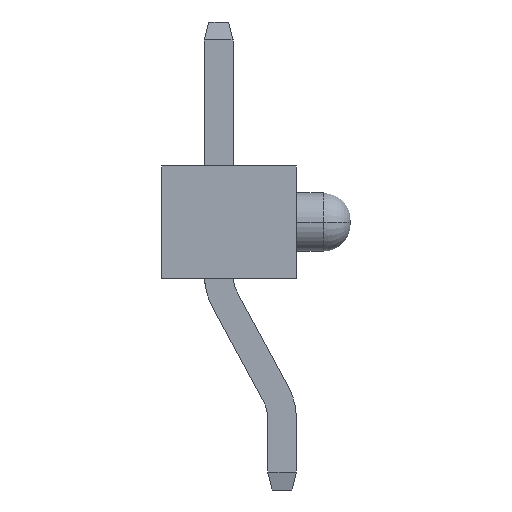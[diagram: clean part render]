
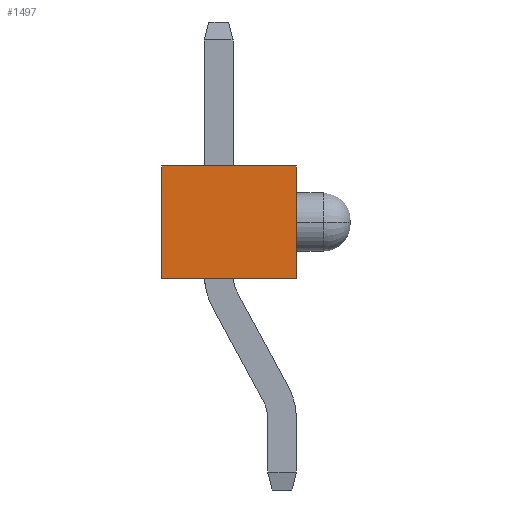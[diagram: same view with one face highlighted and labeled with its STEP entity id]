
A CAD part, left-side view. The second image highlights one B-rep face of the part: STEP entity #1497.
In plain terms, the highlighted face is planar.
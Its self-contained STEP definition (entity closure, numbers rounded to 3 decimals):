
#171 = VERTEX_POINT ( 'NONE', #849 ) ;
#177 = VERTEX_POINT ( 'NONE', #828 ) ;
#629 = EDGE_CURVE ( 'NONE', #177, #171, #1748, .T. ) ;
#828 = CARTESIAN_POINT ( 'NONE',  ( -1.73, -0.5, -25.4 ) ) ;
#849 = CARTESIAN_POINT ( 'NONE',  ( 0.77, -0.5, -25.4 ) ) ;
#873 = CARTESIAN_POINT ( 'NONE',  ( -1.73, -0.5, -25.4 ) ) ;
#874 = DIRECTION ( 'NONE',  ( 1., 0., 0. ) ) ;
#891 = VERTEX_POINT ( 'NONE', #2738 ) ;
#916 = VERTEX_POINT ( 'NONE', #2747 ) ;
#1127 = EDGE_CURVE ( 'NONE', #916, #177, #1777, .T. ) ;
#1166 = PLANE ( 'NONE',  #3490 ) ;
#1170 = CARTESIAN_POINT ( 'NONE',  ( -1.73, -0.5, -25.4 ) ) ;
#1172 = DIRECTION ( 'NONE',  ( 0., 0., 1. ) ) ;
#1182 = DIRECTION ( 'NONE',  ( 1., 0., 0. ) ) ;
#1248 = CARTESIAN_POINT ( 'NONE',  ( -1.73, 2.5, -25.4 ) ) ;
#1269 = DIRECTION ( 'NONE',  ( 0., -1., 0. ) ) ;
#1362 = ORIENTED_EDGE ( 'NONE', *, *, #629, .F. ) ;
#1381 = ORIENTED_EDGE ( 'NONE', *, *, #3386, .F. ) ;
#1436 = ORIENTED_EDGE ( 'NONE', *, *, #3368, .F. ) ;
#1460 = ORIENTED_EDGE ( 'NONE', *, *, #1127, .F. ) ;
#1497 = ADVANCED_FACE ( 'NONE', ( #1657 ), #1166, .F. ) ;
#1657 = FACE_OUTER_BOUND ( 'NONE', #2610, .T. ) ;
#1660 = VECTOR ( 'NONE', #1269, 1000. ) ;
#1743 = VECTOR ( 'NONE', #874, 1000. ) ;
#1748 = LINE ( 'NONE', #873, #1743 ) ;
#1777 = LINE ( 'NONE', #1248, #1660 ) ;
#2448 = DIRECTION ( 'NONE',  ( 0., 1., 0. ) ) ;
#2467 = CARTESIAN_POINT ( 'NONE',  ( 0.77, 2.5, -25.4 ) ) ;
#2503 = DIRECTION ( 'NONE',  ( -1., 0., 0. ) ) ;
#2508 = CARTESIAN_POINT ( 'NONE',  ( -1.73, 2.5, -25.4 ) ) ;
#2610 = EDGE_LOOP ( 'NONE', ( #1460, #1381, #1436, #1362 ) ) ;
#2738 = CARTESIAN_POINT ( 'NONE',  ( 0.77, 2.5, -25.4 ) ) ;
#2747 = CARTESIAN_POINT ( 'NONE',  ( -1.73, 2.5, -25.4 ) ) ;
#3368 = EDGE_CURVE ( 'NONE', #171, #891, #4127, .T. ) ;
#3386 = EDGE_CURVE ( 'NONE', #891, #916, #4217, .T. ) ;
#3490 = AXIS2_PLACEMENT_3D ( 'NONE', #1170, #1172, #1182 ) ;
#4116 = VECTOR ( 'NONE', #2448, 1000. ) ;
#4127 = LINE ( 'NONE', #2467, #4116 ) ;
#4217 = LINE ( 'NONE', #2508, #4228 ) ;
#4228 = VECTOR ( 'NONE', #2503, 1000. ) ;
